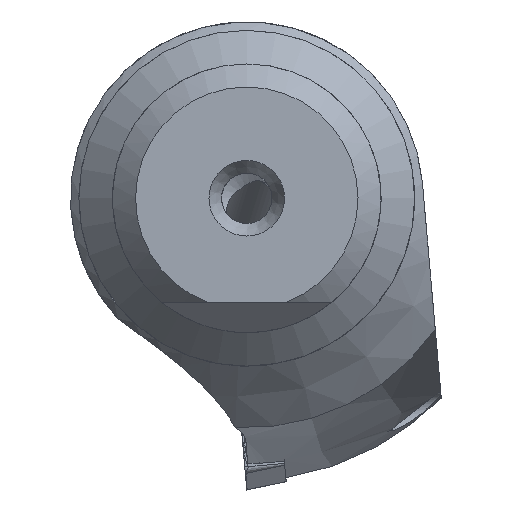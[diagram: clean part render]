
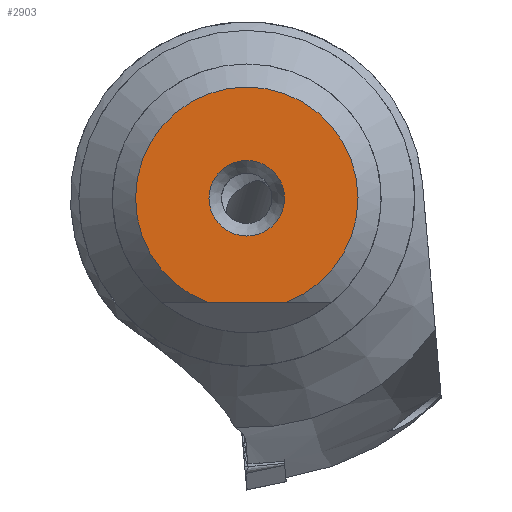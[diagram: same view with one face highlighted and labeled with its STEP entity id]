
A CAD part, left-side view. The second image highlights one B-rep face of the part: STEP entity #2903.
In plain terms, the highlighted planar face has unit normal (-1, 0, 0).
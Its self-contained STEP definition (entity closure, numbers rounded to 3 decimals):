
#13 = CARTESIAN_POINT ( 'NONE',  ( 0., 2.335, -6.2 ) ) ;
#76 = AXIS2_PLACEMENT_3D ( 'NONE', #268, #1082, #558 ) ;
#206 = EDGE_CURVE ( 'NONE', #1321, #1883, #1621, .T. ) ;
#234 = EDGE_CURVE ( 'NONE', #1409, #1409, #256, .T. ) ;
#256 = CIRCLE ( 'NONE', #1767, 2.25 ) ;
#268 = CARTESIAN_POINT ( 'NONE',  ( 0., 0., 0. ) ) ;
#558 = DIRECTION ( 'NONE',  ( 0., 0., 1. ) ) ;
#664 = AXIS2_PLACEMENT_3D ( 'NONE', #1299, #1846, #3562 ) ;
#917 = ORIENTED_EDGE ( 'NONE', *, *, #234, .F. ) ;
#987 = CARTESIAN_POINT ( 'NONE',  ( 0., -2.335, -6.2 ) ) ;
#1082 = DIRECTION ( 'NONE',  ( -1., 0., 0. ) ) ;
#1281 = EDGE_CURVE ( 'NONE', #1883, #1321, #2947, .T. ) ;
#1299 = CARTESIAN_POINT ( 'NONE',  ( 0., 2.25, 0. ) ) ;
#1321 = VERTEX_POINT ( 'NONE', #13 ) ;
#1409 = VERTEX_POINT ( 'NONE', #3572 ) ;
#1621 = LINE ( 'NONE', #2330, #1794 ) ;
#1767 = AXIS2_PLACEMENT_3D ( 'NONE', #3452, #3189, #2612 ) ;
#1794 = VECTOR ( 'NONE', #2639, 1000. ) ;
#1811 = EDGE_LOOP ( 'NONE', ( #2591, #3211 ) ) ;
#1846 = DIRECTION ( 'NONE',  ( 1., 0., 0. ) ) ;
#1883 = VERTEX_POINT ( 'NONE', #987 ) ;
#1913 = FACE_OUTER_BOUND ( 'NONE', #1811, .T. ) ;
#2172 = FACE_BOUND ( 'NONE', #3418, .T. ) ;
#2330 = CARTESIAN_POINT ( 'NONE',  ( 0., 2.25, -6.2 ) ) ;
#2591 = ORIENTED_EDGE ( 'NONE', *, *, #1281, .T. ) ;
#2612 = DIRECTION ( 'NONE',  ( 0., 0., 1. ) ) ;
#2639 = DIRECTION ( 'NONE',  ( 0., -1., 0. ) ) ;
#2903 = ADVANCED_FACE ( 'NONE', ( #2172, #1913 ), #3292, .F. ) ;
#2947 = CIRCLE ( 'NONE', #76, 6.625 ) ;
#3189 = DIRECTION ( 'NONE',  ( -1., 0., 0. ) ) ;
#3211 = ORIENTED_EDGE ( 'NONE', *, *, #206, .T. ) ;
#3292 = PLANE ( 'NONE',  #664 ) ;
#3418 = EDGE_LOOP ( 'NONE', ( #917 ) ) ;
#3452 = CARTESIAN_POINT ( 'NONE',  ( 0., 0., 0. ) ) ;
#3562 = DIRECTION ( 'NONE',  ( 0., 0., -1. ) ) ;
#3572 = CARTESIAN_POINT ( 'NONE',  ( 0., 0., 2.25 ) ) ;
